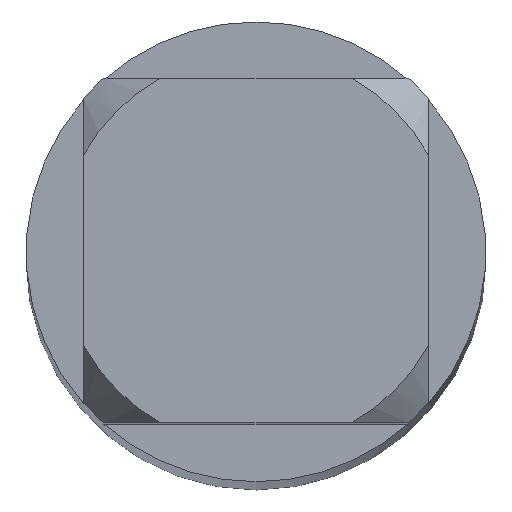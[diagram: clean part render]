
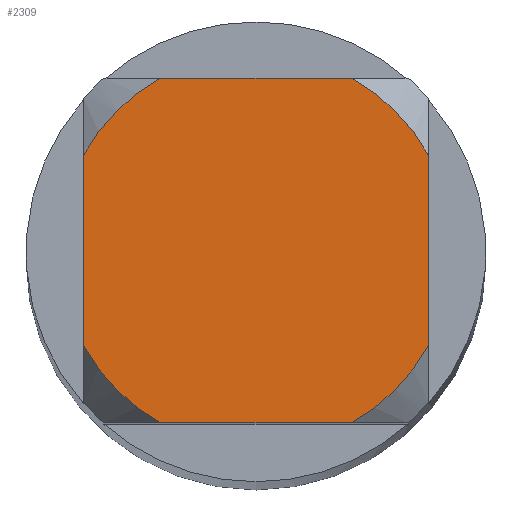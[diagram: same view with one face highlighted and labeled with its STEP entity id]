
A CAD part, top view. The second image highlights one B-rep face of the part: STEP entity #2309.
In plain terms, the highlighted planar face has unit normal (0, 0, 1).
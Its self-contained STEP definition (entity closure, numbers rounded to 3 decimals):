
#1005=VERTEX_POINT('',#2921);
#1013=EDGE_CURVE('',#1669,#1005,#2930,.T.);
#1041=VERTEX_POINT('',#2960);
#1055=EDGE_CURVE('',#1625,#2605,#2974,.T.);
#1091=VERTEX_POINT('',#3013);
#1355=VERTEX_POINT('',#3295);
#1625=VERTEX_POINT('',#3594);
#1669=VERTEX_POINT('',#3642);
#1885=VERTEX_POINT('',#3872);
#1963=EDGE_CURVE('',#1885,#1355,#3961,.T.);
#2309=ADVANCED_FACE('',(#4343),#4344,.T.);
#2529=EDGE_CURVE('',#1041,#1091,#4588,.T.);
#2561=EDGE_CURVE('',#1669,#1091,#4622,.T.);
#2605=VERTEX_POINT('',#4668);
#2639=EDGE_CURVE('',#1625,#1355,#4707,.T.);
#2695=EDGE_CURVE('',#1041,#2605,#4769,.T.);
#2709=EDGE_CURVE('',#1885,#1005,#4783,.T.);
#2921=CARTESIAN_POINT('',(-0.581,1.05,0.0));
#2930=CIRCLE('',#5077,1.2);
#2960=CARTESIAN_POINT('',(-0.581,-1.05,0.0));
#2974=CIRCLE('',#5215,1.2);
#3013=CARTESIAN_POINT('',(-1.05,-0.581,0.0));
#3295=CARTESIAN_POINT('',(1.05,0.581,0.0));
#3594=CARTESIAN_POINT('',(1.05,-0.581,0.0));
#3642=CARTESIAN_POINT('',(-1.05,0.581,0.0));
#3872=CARTESIAN_POINT('',(0.581,1.05,0.0));
#3961=CIRCLE('',#7682,1.2);
#4343=FACE_OUTER_BOUND('',#8484,.T.);
#4344=PLANE('',#8485);
#4588=CIRCLE('',#9048,1.2);
#4622=LINE('',#9130,#9131);
#4668=CARTESIAN_POINT('',(0.581,-1.05,0.0));
#4707=LINE('',#9328,#9329);
#4769=LINE('',#9506,#9507);
#4783=LINE('',#9529,#9530);
#5077=AXIS2_PLACEMENT_3D('',#10070,#10071,#10072);
#5215=AXIS2_PLACEMENT_3D('',#10112,#10113,#10114);
#7682=AXIS2_PLACEMENT_3D('',#11201,#11202,#11203);
#8484=EDGE_LOOP('',(#11608,#11609,#11610,#11611,#11612,#11613,#11614,#11615));
#8485=AXIS2_PLACEMENT_3D('',#11616,#11617,#11618);
#9048=AXIS2_PLACEMENT_3D('',#11920,#11921,#11922);
#9130=CARTESIAN_POINT('',(-1.05,0.3,0.0));
#9131=VECTOR('',#11953,1.0);
#9328=CARTESIAN_POINT('',(1.05,0.3,0.0));
#9329=VECTOR('',#12034,1.0);
#9506=CARTESIAN_POINT('',(0.0,-1.05,0.0));
#9507=VECTOR('',#12104,1.0);
#9529=CARTESIAN_POINT('',(0.0,1.05,0.0));
#9530=VECTOR('',#12108,1.0);
#10070=CARTESIAN_POINT('',(0.0,0.0,0.0));
#10071=DIRECTION('',(0.0,0.0,-1.0));
#10072=DIRECTION('',(0.0,1.0,0.0));
#10112=CARTESIAN_POINT('',(0.0,0.0,0.0));
#10113=DIRECTION('',(0.0,0.0,-1.0));
#10114=DIRECTION('',(0.0,1.0,0.0));
#11201=CARTESIAN_POINT('',(0.0,0.0,0.0));
#11202=DIRECTION('',(0.0,0.0,-1.0));
#11203=DIRECTION('',(0.0,1.0,0.0));
#11608=ORIENTED_EDGE('',*,*,#2561,.T.);
#11609=ORIENTED_EDGE('',*,*,#2529,.F.);
#11610=ORIENTED_EDGE('',*,*,#2695,.T.);
#11611=ORIENTED_EDGE('',*,*,#1055,.F.);
#11612=ORIENTED_EDGE('',*,*,#2639,.T.);
#11613=ORIENTED_EDGE('',*,*,#1963,.F.);
#11614=ORIENTED_EDGE('',*,*,#2709,.T.);
#11615=ORIENTED_EDGE('',*,*,#1013,.F.);
#11616=CARTESIAN_POINT('',(0.0,0.6,0.0));
#11617=DIRECTION('',(-0.0,0.0,1.0));
#11618=DIRECTION('',(0.0,-1.0,0.0));
#11920=CARTESIAN_POINT('',(0.0,0.0,0.0));
#11921=DIRECTION('',(0.0,0.0,-1.0));
#11922=DIRECTION('',(0.0,1.0,0.0));
#11953=DIRECTION('',(-0.0,-1.0,0.0));
#12034=DIRECTION('',(-0.0,1.0,0.0));
#12104=DIRECTION('',(1.0,0.0,0.0));
#12108=DIRECTION('',(-1.0,0.0,0.0));
